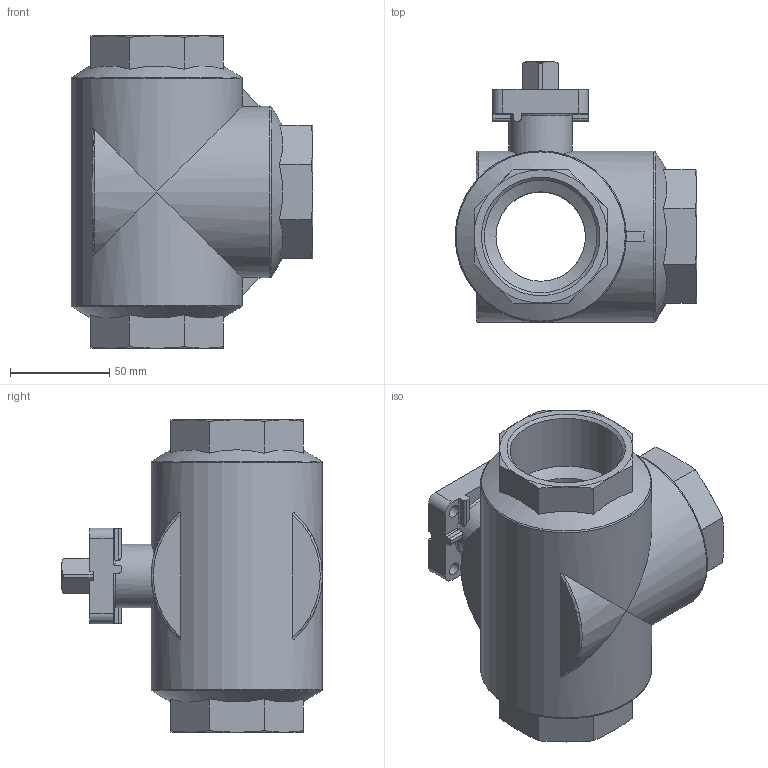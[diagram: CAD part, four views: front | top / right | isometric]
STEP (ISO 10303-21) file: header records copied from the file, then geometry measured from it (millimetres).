
FILE_DESCRIPTION(/* description */ ('STEP AP214'),/* implementation_level */ '2;1');
FILE_NAME(/* name */ '4451865_VZBM-2-RP-25-F-3L-F05-B2B3',/* time_stamp */ '2024-09-18T02:40:38+02:00',/* author */ ('License CC BY-ND 4.0'),/* organization */ ('CADENAS'),/* preprocessor_version */ 'ST-DEVELOPER v19.3',/* originating_system */ 'PARTsolutions',/* authorisation */ ' ');
FILE_SCHEMA (('AUTOMOTIVE_DESIGN {1 0 10303 214 3 1 1}'));
Length unit declared in the file: millimetre
Products named in the file (1): 4451865 VZBM-2-Rp-25-F-3L-F05-B2B3
Bounding box: 121.5 x 131 x 157 mm (x, y, z)
Volume: 655449.5 mm3; surface area: 98645.7 mm2
Topology: 1 solids, 1 shells, 192 faces, 515 edges, 327 vertices
Faces by surface type: plane 84, cone 54, cylinder 45, torus 9
Full cylindrical faces by diameter (mm): 4.134 x1, 6.5 x4, 30 x1, 32 x1, 35 x1, 45 x2, 56.656 x3, 86 x2
Entity records: 5964 total; most frequent: CARTESIAN_POINT 1502, ORIENTED_EDGE 936, DIRECTION 861, EDGE_CURVE 468, AXIS2_PLACEMENT_3D 341, VERTEX_POINT 313, FACE_BOUND 239, EDGE_LOOP 238
